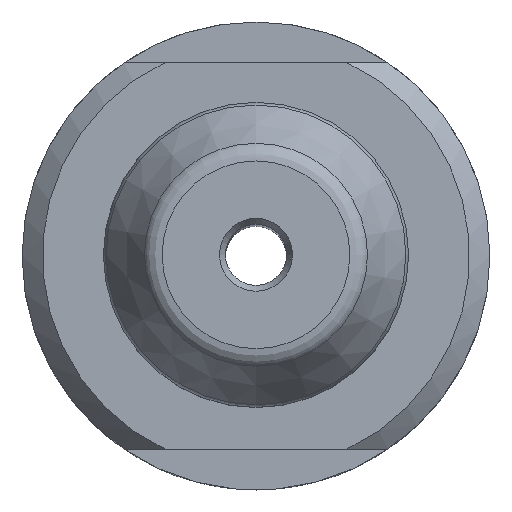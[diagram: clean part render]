
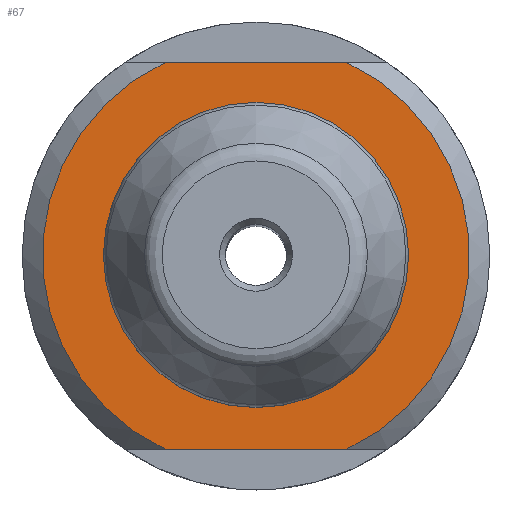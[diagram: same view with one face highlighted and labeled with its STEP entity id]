
A CAD part, top view. The second image highlights one B-rep face of the part: STEP entity #67.
In plain terms, the highlighted planar face has unit normal (0, 0, 1).
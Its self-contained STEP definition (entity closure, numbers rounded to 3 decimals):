
#67=ADVANCED_FACE('',(#130,#131),#103,.F.);
#103=PLANE('',#498);
#114=LINE('',#730,#122);
#115=LINE('',#735,#123);
#122=VECTOR('',#576,1.);
#123=VECTOR('',#579,1.);
#130=FACE_BOUND('',#190,.T.);
#131=FACE_BOUND('',#191,.T.);
#190=EDGE_LOOP('',(#256));
#191=EDGE_LOOP('',(#257,#258,#259,#260));
#256=ORIENTED_EDGE('',*,*,#391,.T.);
#257=ORIENTED_EDGE('',*,*,#392,.F.);
#258=ORIENTED_EDGE('',*,*,#393,.T.);
#259=ORIENTED_EDGE('',*,*,#394,.T.);
#260=ORIENTED_EDGE('',*,*,#395,.T.);
#350=VERTEX_POINT('',#729);
#351=VERTEX_POINT('',#731);
#352=VERTEX_POINT('',#732);
#353=VERTEX_POINT('',#734);
#354=VERTEX_POINT('',#736);
#391=EDGE_CURVE('',#350,#350,#438,.T.);
#392=EDGE_CURVE('',#351,#352,#114,.T.);
#393=EDGE_CURVE('',#351,#353,#439,.T.);
#394=EDGE_CURVE('',#353,#354,#115,.T.);
#395=EDGE_CURVE('',#354,#352,#440,.T.);
#438=CIRCLE('',#495,7.);
#439=CIRCLE('',#496,10.5);
#440=CIRCLE('',#497,10.5);
#495=AXIS2_PLACEMENT_3D('',#728,#574,#575);
#496=AXIS2_PLACEMENT_3D('',#733,#577,#578);
#497=AXIS2_PLACEMENT_3D('',#737,#580,#581);
#498=AXIS2_PLACEMENT_3D('',#738,#582,#583);
#574=DIRECTION('',(0.,0.,-1.));
#575=DIRECTION('',(0.,1.,0.));
#576=DIRECTION('',(1.,0.,0.));
#577=DIRECTION('',(0.,0.,1.));
#578=DIRECTION('',(0.,1.,0.));
#579=DIRECTION('',(1.,0.,0.));
#580=DIRECTION('',(0.,0.,1.));
#581=DIRECTION('',(0.,1.,0.));
#582=DIRECTION('',(0.,0.,-1.));
#583=DIRECTION('',(0.,1.,0.));
#728=CARTESIAN_POINT('',(0.,0.,6.));
#729=CARTESIAN_POINT('',(0.,7.,6.));
#730=CARTESIAN_POINT('',(-12.65,9.5,6.));
#731=CARTESIAN_POINT('',(-4.472,9.5,6.));
#732=CARTESIAN_POINT('',(4.472,9.5,6.));
#733=CARTESIAN_POINT('',(0.,0.,6.));
#734=CARTESIAN_POINT('',(-4.472,-9.5,6.));
#735=CARTESIAN_POINT('',(-12.65,-9.5,6.));
#736=CARTESIAN_POINT('',(4.472,-9.5,6.));
#737=CARTESIAN_POINT('',(0.,0.,6.));
#738=CARTESIAN_POINT('',(0.,5.,6.));
